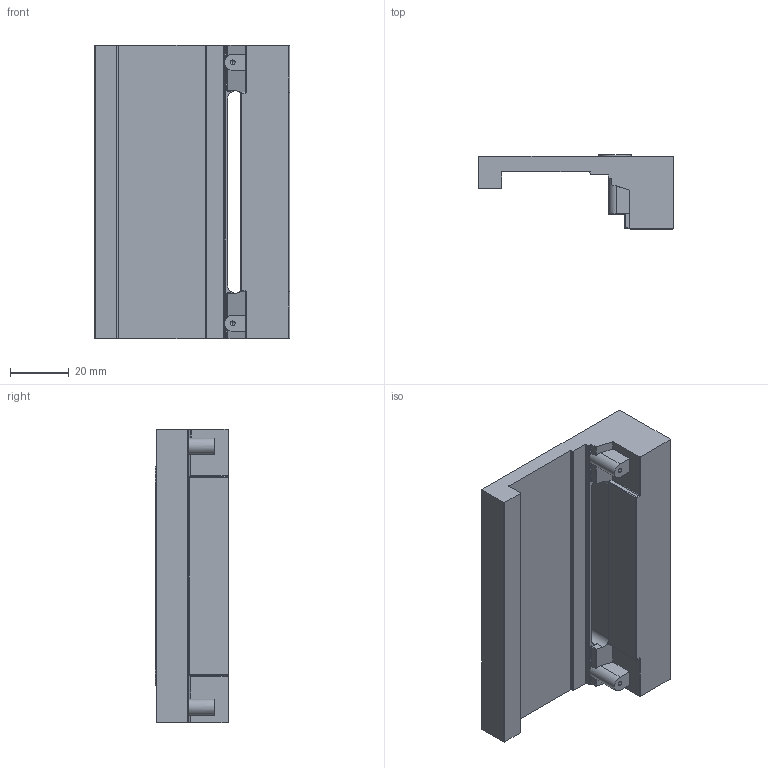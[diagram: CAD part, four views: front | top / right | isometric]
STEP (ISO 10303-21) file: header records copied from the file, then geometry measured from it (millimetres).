
FILE_DESCRIPTION (( 'STEP AP203' ), '1' );
FILE_NAME ('Socle.STEP', '2021-03-31T12:01:24', ( '' ), ( '' ), 'SwSTEP 2.0', 'SolidWorks 2020', '' );
FILE_SCHEMA (( 'CONFIG_CONTROL_DESIGN' ));
Length unit declared in the file: millimetre
Products named in the file (1): Socle
Bounding box: 66.55 x 25.1 x 100 mm (x, y, z)
Volume: 70271.8 mm3; surface area: 21819.4 mm2
Topology: 1 solids, 1 shells, 135 faces, 358 edges, 216 vertices
Faces by surface type: cylinder 61, plane 46, cone 16, torus 6, bspline 4, sphere 2
Entity records: 4249 total; most frequent: CARTESIAN_POINT 928, DIRECTION 684, ORIENTED_EDGE 680, EDGE_CURVE 340, AXIS2_PLACEMENT_3D 244, VERTEX_POINT 216, LINE 196, VECTOR 196
